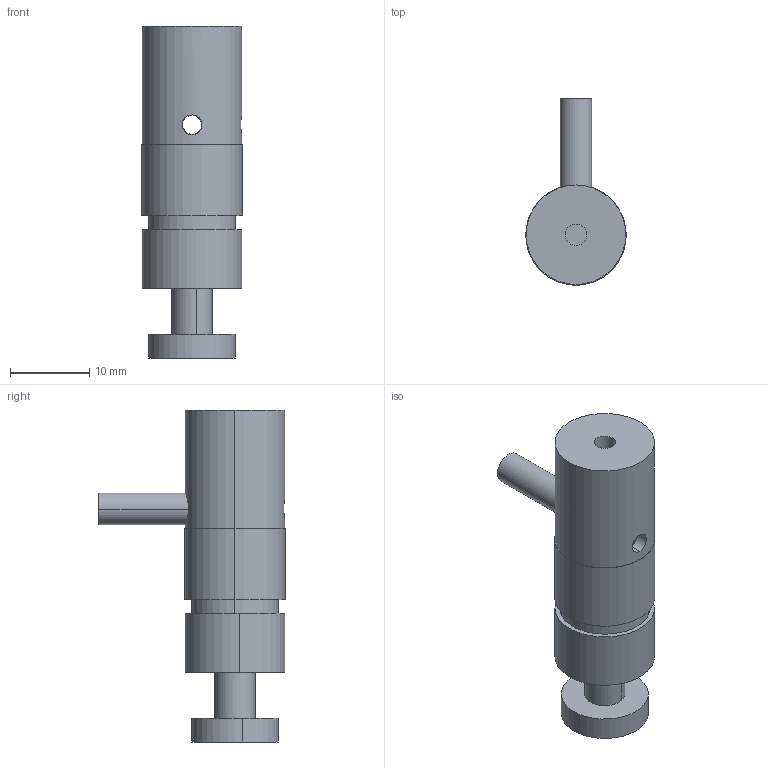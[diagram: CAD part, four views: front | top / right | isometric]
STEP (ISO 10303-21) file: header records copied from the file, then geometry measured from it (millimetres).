
FILE_DESCRIPTION (( 'STEP AP214' ), '1' );
FILE_NAME ('12762-E0W.step', '2007-11-13T06:04:15', ( ' ' ), ( ' ' ), 'SwSTEP 2.0', 'SolidWorks 2007', '' );
FILE_SCHEMA (( 'AUTOMOTIVE_DESIGN' ));
Length unit declared in the file: inch
Products named in the file (1): 12762-E0W
Bounding box: 12.7 x 23.58 x 42 mm (x, y, z)
Surface area: 2964.2 mm2 (no closed solid volume)
Topology: 0 solids, 7 shells, 39 faces, 100 edges, 70 vertices
Faces by surface type: cylinder 28, plane 11
Entity records: 1967 total; most frequent: CARTESIAN_POINT 468, DIRECTION 222, ORIENTED_EDGE 168, EDGE_CURVE 100, AXIS2_PLACEMENT_3D 94, VERTEX_POINT 70, CIRCLE 54, EDGE_LOOP 51
